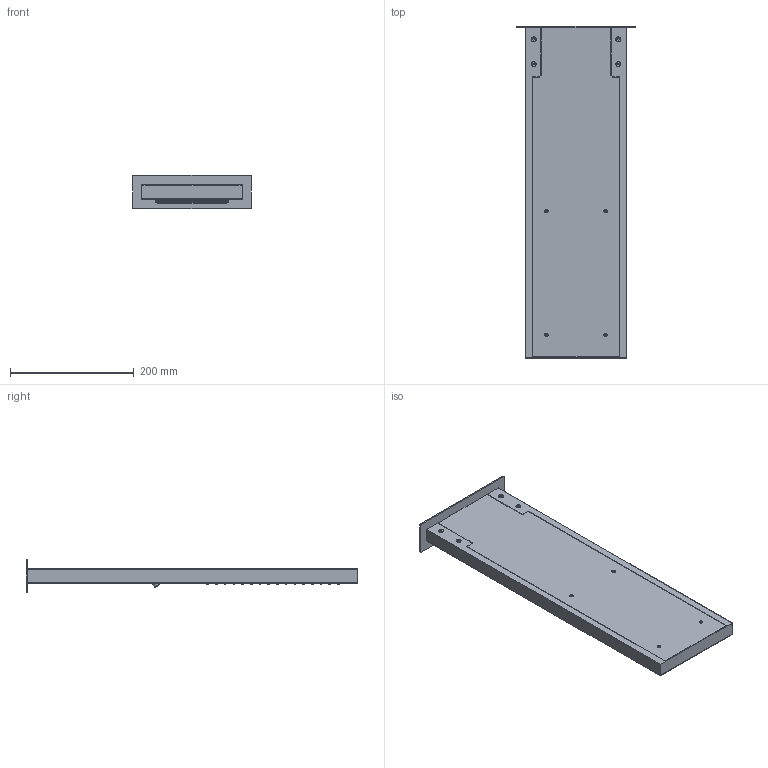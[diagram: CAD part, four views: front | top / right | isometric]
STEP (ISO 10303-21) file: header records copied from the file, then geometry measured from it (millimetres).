
FILE_DESCRIPTION(/* description */ ('Unknown'),/* implementation_level */ '2;1');
FILE_NAME(/* name */ 'AR193-00',/* time_stamp */ '2025-10-06T15:13:22+02:00',/* author */ ('Unknown'),/* organization */ ('Unknown'),/* preprocessor_version */ 'ST-DEVELOPER v19.4',/* originating_system */ 'Solid Edge',/* authorisation */ 'Unknown');
FILE_SCHEMA (('AUTOMOTIVE_DESIGN {1 0 10303 214 3 1 1}'));
Products named in the file (11): AR193-00; AR193-01_oa_0; M183-001_oa_1; A064017_12900ZZ_oa_2; AR193-02; M183-02; M183-11; M183-10; M193-001_oa_3; A067078_51300ZZ_oa_4; A030149_00101ZZ
Assembly tree (16 placements, depth 3):
  AR193-00
    AR193-01_oa_0
    M183-001_oa_1
      A064017_12900ZZ_oa_2
    AR193-02
    M183-02
    M183-11  x4
    M183-10  x4
    M193-001_oa_3
      A067078_51300ZZ_oa_4
      A030149_00101ZZ
Bounding box: 192 x 537 x 55 mm (x, y, z)
Volume: 229565.2 mm3; surface area: 444072.1 mm2
Topology: 173 solids, 173 shells, 3777 faces, 10310 edges, 6898 vertices
Faces by surface type: plane 2065, cylinder 1428, cone 192, bspline 66, torus 22, sphere 4
Full cylindrical faces by diameter (mm): 4 x44, 5 x4, 5.5 x4, 7.2 x4, 8.1 x4, 16 x1
Entity records: 117675 total; most frequent: CARTESIAN_POINT 23124, DIRECTION 19591, ORIENTED_EDGE 18812, EDGE_CURVE 9406, AXIS2_PLACEMENT_3D 6667, VERTEX_POINT 6369, LINE 6257, VECTOR 6257
